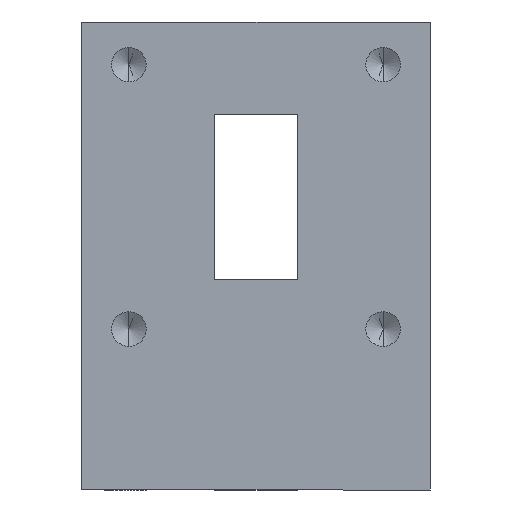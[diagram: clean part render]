
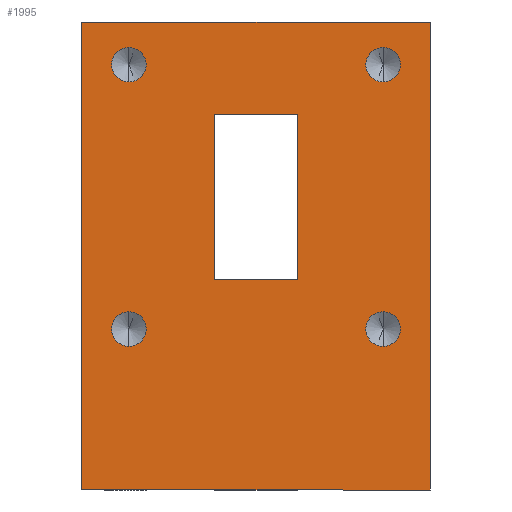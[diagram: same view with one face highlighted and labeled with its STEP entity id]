
A CAD part, left-side view. The second image highlights one B-rep face of the part: STEP entity #1995.
In plain terms, the highlighted planar face has unit normal (-1, 0, 0).
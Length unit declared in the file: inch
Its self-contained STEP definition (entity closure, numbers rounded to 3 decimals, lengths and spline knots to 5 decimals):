
#10 = CARTESIAN_POINT ( 'NONE',  ( -0.88583, 0.47795, -0.49705 ) ) ;
#18 = EDGE_CURVE ( 'NONE', #2248, #2173, #1607, .T. ) ;
#21 = ORIENTED_EDGE ( 'NONE', *, *, #1825, .F. ) ;
#28 = CIRCLE ( 'NONE', #1911, 0.06496 ) ;
#29 = ORIENTED_EDGE ( 'NONE', *, *, #1483, .F. ) ;
#35 = CARTESIAN_POINT ( 'NONE',  ( -0.88583, 0.47795, 0.49705 ) ) ;
#69 = DIRECTION ( 'NONE',  ( -1., 0., 0. ) ) ;
#81 = DIRECTION ( 'NONE',  ( -1., 0., 0. ) ) ;
#93 = CIRCLE ( 'NONE', #1260, 0.06496 ) ;
#102 = EDGE_CURVE ( 'NONE', #996, #2401, #2332, .T. ) ;
#136 = DIRECTION ( 'NONE',  ( -1., 0., 0. ) ) ;
#146 = VERTEX_POINT ( 'NONE', #1410 ) ;
#152 = EDGE_CURVE ( 'NONE', #146, #1480, #1226, .T. ) ;
#161 = FACE_BOUND ( 'NONE', #534, .T. ) ;
#184 = CARTESIAN_POINT ( 'NONE',  ( -0.88583, 0.65551, -1.10236 ) ) ;
#237 = ORIENTED_EDGE ( 'NONE', *, *, #2238, .F. ) ;
#243 = CARTESIAN_POINT ( 'NONE',  ( -0.88583, 0.65551, 0.65748 ) ) ;
#258 = DIRECTION ( 'NONE',  ( 0., 0., 1. ) ) ;
#294 = DIRECTION ( 'NONE',  ( 0., 0., 1. ) ) ;
#312 = LINE ( 'NONE', #1791, #1983 ) ;
#355 = ORIENTED_EDGE ( 'NONE', *, *, #152, .F. ) ;
#363 = LINE ( 'NONE', #1389, #497 ) ;
#373 = CARTESIAN_POINT ( 'NONE',  ( -0.88583, -0.65551, -0.90551 ) ) ;
#390 = CARTESIAN_POINT ( 'NONE',  ( -0.88583, 0.15549, 0.311 ) ) ;
#396 = DIRECTION ( 'NONE',  ( 0., 0., 1. ) ) ;
#404 = DIRECTION ( 'NONE',  ( 0., 0., 1. ) ) ;
#481 = EDGE_LOOP ( 'NONE', ( #2335, #1475, #2512, #1066 ) ) ;
#490 = AXIS2_PLACEMENT_3D ( 'NONE', #2206, #2422, #562 ) ;
#494 = DIRECTION ( 'NONE',  ( 0., 0., 1. ) ) ;
#497 = VECTOR ( 'NONE', #517, 39.37008 ) ;
#501 = CARTESIAN_POINT ( 'NONE',  ( -0.88583, -0.47795, 0.56201 ) ) ;
#517 = DIRECTION ( 'NONE',  ( 0., -1., 0. ) ) ;
#534 = EDGE_LOOP ( 'NONE', ( #1462, #237 ) ) ;
#541 = EDGE_CURVE ( 'NONE', #906, #2457, #312, .T. ) ;
#562 = DIRECTION ( 'NONE',  ( 0., 0., 1. ) ) ;
#588 = EDGE_CURVE ( 'NONE', #2602, #892, #1582, .T. ) ;
#599 = VERTEX_POINT ( 'NONE', #2647 ) ;
#635 = DIRECTION ( 'NONE',  ( -1., 0., 0. ) ) ;
#681 = DIRECTION ( 'NONE',  ( 0., 0., -1. ) ) ;
#730 = VECTOR ( 'NONE', #1840, 39.37008 ) ;
#744 = FACE_BOUND ( 'NONE', #481, .T. ) ;
#746 = EDGE_CURVE ( 'NONE', #991, #1461, #28, .T. ) ;
#758 = PLANE ( 'NONE',  #1608 ) ;
#778 = FACE_BOUND ( 'NONE', #1360, .T. ) ;
#788 = CARTESIAN_POINT ( 'NONE',  ( -0.88583, -0.47795, -0.49705 ) ) ;
#851 = LINE ( 'NONE', #2467, #1437 ) ;
#892 = VERTEX_POINT ( 'NONE', #1479 ) ;
#900 = CARTESIAN_POINT ( 'NONE',  ( -0.88583, -0.47795, -0.49705 ) ) ;
#906 = VERTEX_POINT ( 'NONE', #243 ) ;
#927 = CIRCLE ( 'NONE', #490, 0.06496 ) ;
#982 = LINE ( 'NONE', #373, #1769 ) ;
#984 = CARTESIAN_POINT ( 'NONE',  ( -0.88583, 0.47795, -0.56201 ) ) ;
#986 = EDGE_CURVE ( 'NONE', #1842, #2679, #1358, .T. ) ;
#991 = VERTEX_POINT ( 'NONE', #984 ) ;
#996 = VERTEX_POINT ( 'NONE', #2160 ) ;
#998 = DIRECTION ( 'NONE',  ( 0., 0., 1. ) ) ;
#1007 = ORIENTED_EDGE ( 'NONE', *, *, #18, .F. ) ;
#1010 = LINE ( 'NONE', #1865, #1076 ) ;
#1065 = EDGE_CURVE ( 'NONE', #1461, #991, #1535, .T. ) ;
#1066 = ORIENTED_EDGE ( 'NONE', *, *, #102, .T. ) ;
#1073 = EDGE_CURVE ( 'NONE', #906, #1480, #851, .T. ) ;
#1076 = VECTOR ( 'NONE', #998, 39.37008 ) ;
#1132 = ORIENTED_EDGE ( 'NONE', *, *, #1073, .T. ) ;
#1207 = CARTESIAN_POINT ( 'NONE',  ( -0.88583, -0.15549, -0.311 ) ) ;
#1210 = ORIENTED_EDGE ( 'NONE', *, *, #986, .F. ) ;
#1226 = LINE ( 'NONE', #184, #730 ) ;
#1229 = EDGE_LOOP ( 'NONE', ( #1813, #2571 ) ) ;
#1247 = CARTESIAN_POINT ( 'NONE',  ( -0.88583, 0.47795, -0.43209 ) ) ;
#1251 = DIRECTION ( 'NONE',  ( -1., 0., 0. ) ) ;
#1258 = EDGE_LOOP ( 'NONE', ( #21, #1007 ) ) ;
#1260 = AXIS2_PLACEMENT_3D ( 'NONE', #1531, #1698, #2369 ) ;
#1269 = EDGE_CURVE ( 'NONE', #1710, #996, #363, .T. ) ;
#1276 = CARTESIAN_POINT ( 'NONE',  ( -0.88583, -0.15549, 0.311 ) ) ;
#1301 = VECTOR ( 'NONE', #2048, 39.37008 ) ;
#1310 = AXIS2_PLACEMENT_3D ( 'NONE', #35, #81, #494 ) ;
#1358 = CIRCLE ( 'NONE', #2367, 0.06496 ) ;
#1360 = EDGE_LOOP ( 'NONE', ( #1210, #1775 ) ) ;
#1389 = CARTESIAN_POINT ( 'NONE',  ( -0.88583, -0.15549, 0.311 ) ) ;
#1410 = CARTESIAN_POINT ( 'NONE',  ( -0.88583, -0.65551, -1.10236 ) ) ;
#1411 = FACE_OUTER_BOUND ( 'NONE', #2161, .T. ) ;
#1418 = DIRECTION ( 'NONE',  ( 0., 0., -1. ) ) ;
#1437 = VECTOR ( 'NONE', #1418, 39.37008 ) ;
#1445 = EDGE_CURVE ( 'NONE', #599, #1710, #1010, .T. ) ;
#1461 = VERTEX_POINT ( 'NONE', #1247 ) ;
#1462 = ORIENTED_EDGE ( 'NONE', *, *, #588, .F. ) ;
#1475 = ORIENTED_EDGE ( 'NONE', *, *, #1445, .T. ) ;
#1479 = CARTESIAN_POINT ( 'NONE',  ( -0.88583, -0.47795, -0.56201 ) ) ;
#1480 = VERTEX_POINT ( 'NONE', #2074 ) ;
#1483 = EDGE_CURVE ( 'NONE', #2457, #146, #982, .T. ) ;
#1531 = CARTESIAN_POINT ( 'NONE',  ( -0.88583, 0.47795, 0.49705 ) ) ;
#1535 = CIRCLE ( 'NONE', #1575, 0.06496 ) ;
#1571 = CARTESIAN_POINT ( 'NONE',  ( -0.88583, 0.65551, -0.90551 ) ) ;
#1572 = LINE ( 'NONE', #1207, #1301 ) ;
#1575 = AXIS2_PLACEMENT_3D ( 'NONE', #10, #1251, #404 ) ;
#1579 = DIRECTION ( 'NONE',  ( 0., -1., 0. ) ) ;
#1582 = CIRCLE ( 'NONE', #2492, 0.06496 ) ;
#1600 = CARTESIAN_POINT ( 'NONE',  ( -0.88583, -0.15549, -0.311 ) ) ;
#1607 = CIRCLE ( 'NONE', #1310, 0.06496 ) ;
#1608 = AXIS2_PLACEMENT_3D ( 'NONE', #1571, #136, #2435 ) ;
#1688 = CARTESIAN_POINT ( 'NONE',  ( -0.88583, 0.47795, -0.49705 ) ) ;
#1698 = DIRECTION ( 'NONE',  ( -1., 0., 0. ) ) ;
#1710 = VERTEX_POINT ( 'NONE', #390 ) ;
#1712 = EDGE_CURVE ( 'NONE', #2401, #599, #1572, .T. ) ;
#1717 = DIRECTION ( 'NONE',  ( -1., 0., 0. ) ) ;
#1767 = FACE_BOUND ( 'NONE', #1258, .T. ) ;
#1769 = VECTOR ( 'NONE', #2035, 39.37008 ) ;
#1775 = ORIENTED_EDGE ( 'NONE', *, *, #2032, .F. ) ;
#1782 = CIRCLE ( 'NONE', #2225, 0.06496 ) ;
#1791 = CARTESIAN_POINT ( 'NONE',  ( -0.88583, 0.65551, 0.65748 ) ) ;
#1810 = CARTESIAN_POINT ( 'NONE',  ( -0.88583, -0.47795, 0.43209 ) ) ;
#1812 = CARTESIAN_POINT ( 'NONE',  ( -0.88583, -0.65551, 0.65748 ) ) ;
#1813 = ORIENTED_EDGE ( 'NONE', *, *, #1065, .F. ) ;
#1825 = EDGE_CURVE ( 'NONE', #2173, #2248, #93, .T. ) ;
#1840 = DIRECTION ( 'NONE',  ( 0., 1., 0. ) ) ;
#1842 = VERTEX_POINT ( 'NONE', #501 ) ;
#1865 = CARTESIAN_POINT ( 'NONE',  ( -0.88583, 0.15549, 0.311 ) ) ;
#1911 = AXIS2_PLACEMENT_3D ( 'NONE', #1688, #635, #2315 ) ;
#1913 = ORIENTED_EDGE ( 'NONE', *, *, #541, .F. ) ;
#1983 = VECTOR ( 'NONE', #1579, 39.37008 ) ;
#1995 = ADVANCED_FACE ( 'NONE', ( #2648, #1767, #778, #161, #744, #1411 ), #758, .T. ) ;
#2032 = EDGE_CURVE ( 'NONE', #2679, #1842, #927, .T. ) ;
#2035 = DIRECTION ( 'NONE',  ( 0., 0., -1. ) ) ;
#2048 = DIRECTION ( 'NONE',  ( 0., 1., 0. ) ) ;
#2074 = CARTESIAN_POINT ( 'NONE',  ( -0.88583, 0.65551, -1.10236 ) ) ;
#2160 = CARTESIAN_POINT ( 'NONE',  ( -0.88583, -0.15549, 0.311 ) ) ;
#2161 = EDGE_LOOP ( 'NONE', ( #355, #29, #1913, #1132 ) ) ;
#2173 = VERTEX_POINT ( 'NONE', #2702 ) ;
#2206 = CARTESIAN_POINT ( 'NONE',  ( -0.88583, -0.47795, 0.49705 ) ) ;
#2225 = AXIS2_PLACEMENT_3D ( 'NONE', #900, #1717, #258 ) ;
#2227 = CARTESIAN_POINT ( 'NONE',  ( -0.88583, -0.47795, 0.49705 ) ) ;
#2238 = EDGE_CURVE ( 'NONE', #892, #2602, #1782, .T. ) ;
#2248 = VERTEX_POINT ( 'NONE', #2568 ) ;
#2272 = DIRECTION ( 'NONE',  ( -1., 0., 0. ) ) ;
#2315 = DIRECTION ( 'NONE',  ( 0., 0., 1. ) ) ;
#2332 = LINE ( 'NONE', #1276, #2553 ) ;
#2335 = ORIENTED_EDGE ( 'NONE', *, *, #1712, .T. ) ;
#2367 = AXIS2_PLACEMENT_3D ( 'NONE', #2227, #69, #294 ) ;
#2369 = DIRECTION ( 'NONE',  ( 0., 0., 1. ) ) ;
#2401 = VERTEX_POINT ( 'NONE', #1600 ) ;
#2415 = CARTESIAN_POINT ( 'NONE',  ( -0.88583, -0.47795, -0.43209 ) ) ;
#2422 = DIRECTION ( 'NONE',  ( -1., 0., 0. ) ) ;
#2435 = DIRECTION ( 'NONE',  ( 0., 0., 1. ) ) ;
#2457 = VERTEX_POINT ( 'NONE', #1812 ) ;
#2467 = CARTESIAN_POINT ( 'NONE',  ( -0.88583, 0.65551, -0.90551 ) ) ;
#2492 = AXIS2_PLACEMENT_3D ( 'NONE', #788, #2272, #396 ) ;
#2512 = ORIENTED_EDGE ( 'NONE', *, *, #1269, .T. ) ;
#2553 = VECTOR ( 'NONE', #681, 39.37008 ) ;
#2568 = CARTESIAN_POINT ( 'NONE',  ( -0.88583, 0.47795, 0.43209 ) ) ;
#2571 = ORIENTED_EDGE ( 'NONE', *, *, #746, .F. ) ;
#2602 = VERTEX_POINT ( 'NONE', #2415 ) ;
#2647 = CARTESIAN_POINT ( 'NONE',  ( -0.88583, 0.15549, -0.311 ) ) ;
#2648 = FACE_BOUND ( 'NONE', #1229, .T. ) ;
#2679 = VERTEX_POINT ( 'NONE', #1810 ) ;
#2702 = CARTESIAN_POINT ( 'NONE',  ( -0.88583, 0.47795, 0.56201 ) ) ;
